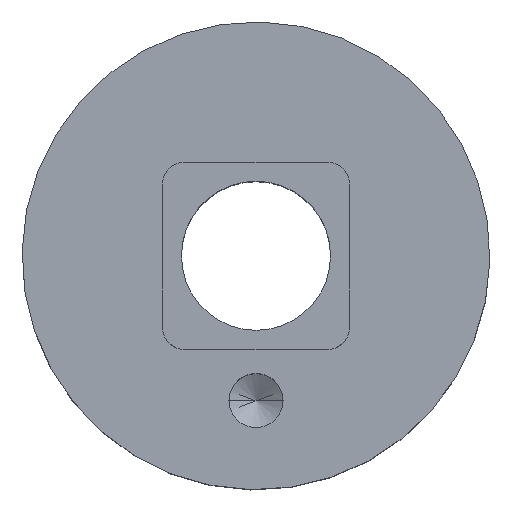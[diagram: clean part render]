
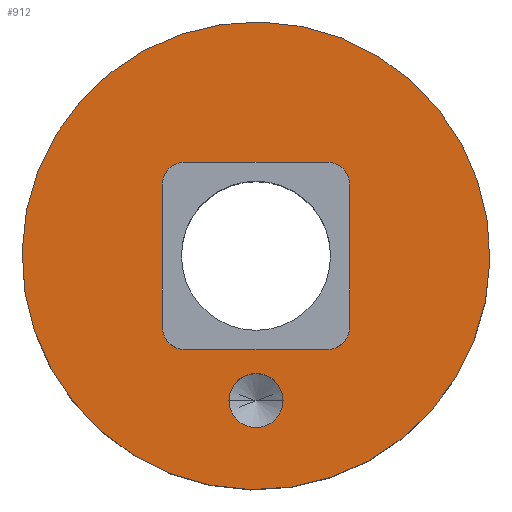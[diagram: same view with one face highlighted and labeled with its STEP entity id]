
A CAD part, top view. The second image highlights one B-rep face of the part: STEP entity #912.
In plain terms, the highlighted planar face has unit normal (0, 0, 1).
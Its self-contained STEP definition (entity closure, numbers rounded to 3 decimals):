
#49=CARTESIAN_POINT('Vertex',(-6.985,5.334,20.93)) ;
#52=CARTESIAN_POINT('Line Origine',(-6.985,0.,20.93)) ;
#56=CARTESIAN_POINT('Vertex',(-6.985,-5.334,20.93)) ;
#87=CARTESIAN_POINT('Vertex',(-5.334,6.985,20.93)) ;
#90=CARTESIAN_POINT('Axis2P3D Location',(-5.334,5.334,20.93)) ;
#114=CARTESIAN_POINT('Axis2P3D Location',(-5.334,-5.334,20.93)) ;
#118=CARTESIAN_POINT('Vertex',(-5.334,-6.985,20.93)) ;
#142=CARTESIAN_POINT('Vertex',(5.334,6.985,20.93)) ;
#147=CARTESIAN_POINT('Line Origine',(0.,6.985,20.93)) ;
#180=CARTESIAN_POINT('Vertex',(6.985,5.334,20.93)) ;
#183=CARTESIAN_POINT('Axis2P3D Location',(5.334,5.334,20.93)) ;
#204=CARTESIAN_POINT('Vertex',(5.334,-6.985,20.93)) ;
#214=CARTESIAN_POINT('Line Origine',(0.,-6.985,20.93)) ;
#238=CARTESIAN_POINT('Axis2P3D Location',(5.334,-5.334,20.93)) ;
#242=CARTESIAN_POINT('Vertex',(6.985,-5.334,20.93)) ;
#301=CARTESIAN_POINT('Line Origine',(6.985,0.,20.93)) ;
#841=CARTESIAN_POINT('Vertex',(-8.366,15.314,20.93)) ;
#844=CARTESIAN_POINT('Axis2P3D Location',(0.,0.,20.93)) ;
#848=CARTESIAN_POINT('Vertex',(8.366,-15.314,20.93)) ;
#863=CARTESIAN_POINT('Axis2P3D Location',(0.,0.,20.93)) ;
#875=CARTESIAN_POINT('Axis2P3D Location',(0.,17.45,20.93)) ;
#894=CARTESIAN_POINT('Axis2P3D Location',(0.,-10.795,20.93)) ;
#898=CARTESIAN_POINT('Vertex',(-2.019,-10.795,20.93)) ;
#900=CARTESIAN_POINT('Vertex',(2.019,-10.795,20.93)) ;
#903=CARTESIAN_POINT('Axis2P3D Location',(0.,-10.795,20.93)) ;
#54=VECTOR('Line Direction',#53,1.) ;
#149=VECTOR('Line Direction',#148,1.) ;
#216=VECTOR('Line Direction',#215,1.) ;
#303=VECTOR('Line Direction',#302,1.) ;
#53=DIRECTION('Vector Direction',(0.,-1.,0.)) ;
#91=DIRECTION('Axis2P3D Direction',(0.,0.,1.)) ;
#115=DIRECTION('Axis2P3D Direction',(0.,0.,1.)) ;
#148=DIRECTION('Vector Direction',(1.,0.,0.)) ;
#184=DIRECTION('Axis2P3D Direction',(0.,-0.,1.)) ;
#215=DIRECTION('Vector Direction',(-1.,0.,0.)) ;
#239=DIRECTION('Axis2P3D Direction',(0.,0.,1.)) ;
#302=DIRECTION('Vector Direction',(0.,1.,0.)) ;
#845=DIRECTION('Axis2P3D Direction',(0.,0.,1.)) ;
#864=DIRECTION('Axis2P3D Direction',(0.,0.,1.)) ;
#876=DIRECTION('Axis2P3D Direction',(0.,0.,1.)) ;
#877=DIRECTION('Axis2P3D XDirection',(1.,0.,0.)) ;
#895=DIRECTION('Axis2P3D Direction',(0.,0.,1.)) ;
#904=DIRECTION('Axis2P3D Direction',(0.,0.,1.)) ;
#92=AXIS2_PLACEMENT_3D('Circle Axis2P3D',#90,#91,$) ;
#116=AXIS2_PLACEMENT_3D('Circle Axis2P3D',#114,#115,$) ;
#185=AXIS2_PLACEMENT_3D('Circle Axis2P3D',#183,#184,$) ;
#240=AXIS2_PLACEMENT_3D('Circle Axis2P3D',#238,#239,$) ;
#846=AXIS2_PLACEMENT_3D('Circle Axis2P3D',#844,#845,$) ;
#865=AXIS2_PLACEMENT_3D('Circle Axis2P3D',#863,#864,$) ;
#878=AXIS2_PLACEMENT_3D('Plane Axis2P3D',#875,#876,#877) ;
#896=AXIS2_PLACEMENT_3D('Circle Axis2P3D',#894,#895,$) ;
#905=AXIS2_PLACEMENT_3D('Circle Axis2P3D',#903,#904,$) ;
#55=LINE('Line',#52,#54) ;
#150=LINE('Line',#147,#149) ;
#217=LINE('Line',#214,#216) ;
#304=LINE('Line',#301,#303) ;
#93=CIRCLE('generated circle',#92,1.651) ;
#117=CIRCLE('generated circle',#116,1.651) ;
#186=CIRCLE('generated circle',#185,1.651) ;
#241=CIRCLE('generated circle',#240,1.651) ;
#847=CIRCLE('generated circle',#846,17.45) ;
#866=CIRCLE('generated circle',#865,17.45) ;
#897=CIRCLE('generated circle',#896,2.019) ;
#906=CIRCLE('generated circle',#905,2.019) ;
#879=PLANE('',#878) ;
#893=FACE_BOUND('',#884,.T.) ;
#911=FACE_BOUND('',#908,.T.) ;
#58=EDGE_CURVE('',#50,#57,#55,.T.) ;
#94=EDGE_CURVE('',#88,#50,#93,.T.) ;
#120=EDGE_CURVE('',#57,#119,#117,.T.) ;
#151=EDGE_CURVE('',#143,#88,#150,.F.) ;
#187=EDGE_CURVE('',#181,#143,#186,.T.) ;
#218=EDGE_CURVE('',#119,#205,#217,.F.) ;
#244=EDGE_CURVE('',#205,#243,#241,.T.) ;
#305=EDGE_CURVE('',#243,#181,#304,.T.) ;
#850=EDGE_CURVE('',#849,#842,#847,.T.) ;
#867=EDGE_CURVE('',#842,#849,#866,.T.) ;
#902=EDGE_CURVE('',#899,#901,#897,.T.) ;
#907=EDGE_CURVE('',#901,#899,#906,.T.) ;
#881=ORIENTED_EDGE('',*,*,#850,.T.) ;
#882=ORIENTED_EDGE('',*,*,#867,.T.) ;
#885=ORIENTED_EDGE('',*,*,#187,.F.) ;
#886=ORIENTED_EDGE('',*,*,#305,.F.) ;
#887=ORIENTED_EDGE('',*,*,#244,.F.) ;
#888=ORIENTED_EDGE('',*,*,#218,.F.) ;
#889=ORIENTED_EDGE('',*,*,#120,.F.) ;
#890=ORIENTED_EDGE('',*,*,#58,.F.) ;
#891=ORIENTED_EDGE('',*,*,#94,.F.) ;
#892=ORIENTED_EDGE('',*,*,#151,.F.) ;
#909=ORIENTED_EDGE('',*,*,#902,.F.) ;
#910=ORIENTED_EDGE('',*,*,#907,.F.) ;
#880=EDGE_LOOP('',(#881,#882)) ;
#884=EDGE_LOOP('',(#885,#886,#887,#888,#889,#890,#891,#892)) ;
#908=EDGE_LOOP('',(#909,#910)) ;
#50=VERTEX_POINT('',#49) ;
#57=VERTEX_POINT('',#56) ;
#88=VERTEX_POINT('',#87) ;
#119=VERTEX_POINT('',#118) ;
#143=VERTEX_POINT('',#142) ;
#181=VERTEX_POINT('',#180) ;
#205=VERTEX_POINT('',#204) ;
#243=VERTEX_POINT('',#242) ;
#842=VERTEX_POINT('',#841) ;
#849=VERTEX_POINT('',#848) ;
#899=VERTEX_POINT('',#898) ;
#901=VERTEX_POINT('',#900) ;
#912=ADVANCED_FACE('Forward Closure',(#883,#893,#911),#879,.T.) ;
#883=FACE_OUTER_BOUND('',#880,.T.) ;
